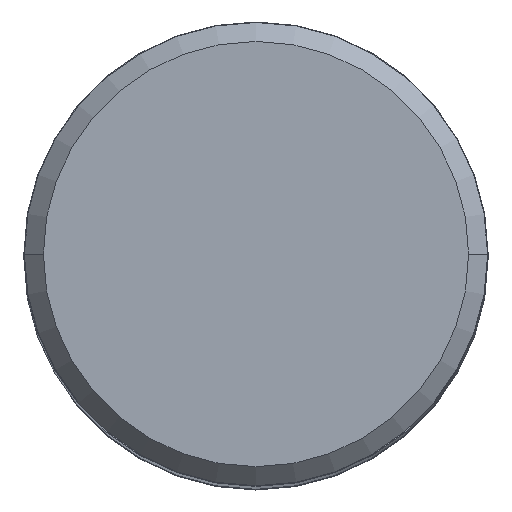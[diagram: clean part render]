
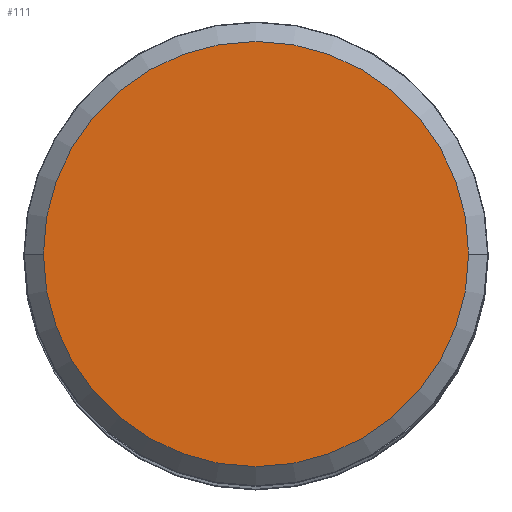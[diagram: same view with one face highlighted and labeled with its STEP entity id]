
A CAD part, top view. The second image highlights one B-rep face of the part: STEP entity #111.
In plain terms, the highlighted planar face has unit normal (0, 0, 1).
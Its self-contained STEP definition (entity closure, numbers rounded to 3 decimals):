
#60=PLANE('',#1064);
#111=ADVANCED_FACE('',(#198),#60,.F.);
#198=FACE_OUTER_BOUND('',#254,.T.);
#254=EDGE_LOOP('',(#440,#441));
#440=ORIENTED_EDGE('',*,*,#635,.F.);
#441=ORIENTED_EDGE('',*,*,#633,.F.);
#534=VERTEX_POINT('',#1607);
#535=VERTEX_POINT('',#1609);
#633=EDGE_CURVE('',#534,#535,#713,.T.);
#635=EDGE_CURVE('',#535,#534,#714,.T.);
#713=CIRCLE('',#1060,14.536);
#714=CIRCLE('',#1062,14.536);
#1060=AXIS2_PLACEMENT_3D('',#1608,#1341,#1342);
#1062=AXIS2_PLACEMENT_3D('',#1612,#1346,#1347);
#1064=AXIS2_PLACEMENT_3D('',#1614,#1350,#1351);
#1341=DIRECTION('',(0.,0.,-1.));
#1342=DIRECTION('',(-1.,0.,0.));
#1346=DIRECTION('',(0.,0.,-1.));
#1347=DIRECTION('',(1.,0.,0.));
#1350=DIRECTION('',(0.,0.,-1.));
#1351=DIRECTION('',(1.,0.,0.));
#1607=CARTESIAN_POINT('',(-14.536,0.,0.));
#1608=CARTESIAN_POINT('',(0.,0.,0.));
#1609=CARTESIAN_POINT('',(14.536,0.,0.));
#1612=CARTESIAN_POINT('',(0.,0.,0.));
#1614=CARTESIAN_POINT('',(0.,0.,0.));
